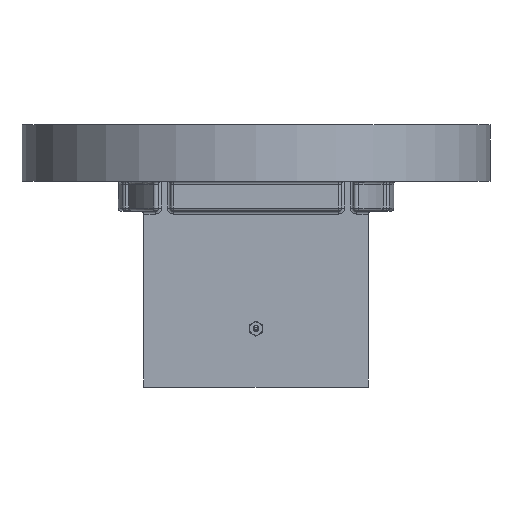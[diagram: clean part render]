
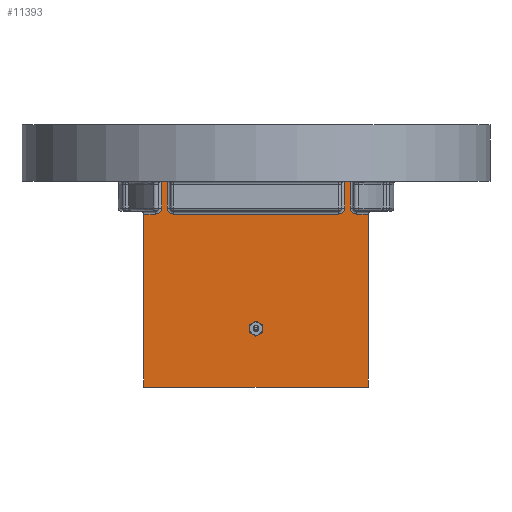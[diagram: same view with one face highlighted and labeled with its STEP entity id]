
A CAD part, front view. The second image highlights one B-rep face of the part: STEP entity #11393.
In plain terms, the highlighted planar face has unit normal (0, -1, 0).
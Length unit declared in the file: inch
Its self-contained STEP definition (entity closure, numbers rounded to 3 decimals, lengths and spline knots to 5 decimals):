
#17 = CARTESIAN_POINT ( 'NONE',  ( -0.551, -0.376, -0.555 ) ) ;
#62 = CARTESIAN_POINT ( 'NONE',  ( 0.551, -0.376, -0.595 ) ) ;
#229 = VECTOR ( 'NONE', #10657, 39.37008 ) ;
#442 = LINE ( 'NONE', #19414, #12191 ) ;
#772 = EDGE_CURVE ( 'NONE', #1319, #11506, #5322, .T. ) ;
#812 = CARTESIAN_POINT ( 'NONE',  ( -0.551, -0.376, -0.595 ) ) ;
#846 = DIRECTION ( 'NONE',  ( 0., 0., 1. ) ) ;
#1134 = DIRECTION ( 'NONE',  ( 1., 0., 0. ) ) ;
#1319 = VERTEX_POINT ( 'NONE', #2496 ) ;
#1531 = DIRECTION ( 'NONE',  ( 0., 0., 1. ) ) ;
#1565 = DIRECTION ( 'NONE',  ( 0., 0., 1. ) ) ;
#1625 = ORIENTED_EDGE ( 'NONE', *, *, #12352, .F. ) ;
#1626 = CARTESIAN_POINT ( 'NONE',  ( 0.671, -0.376, -0.555 ) ) ;
#1810 = VECTOR ( 'NONE', #1531, 39.37008 ) ;
#1847 = LINE ( 'NONE', #4452, #2169 ) ;
#1862 = VERTEX_POINT ( 'NONE', #18105 ) ;
#1876 = CARTESIAN_POINT ( 'NONE',  ( -0.751, -0.376, -0.595 ) ) ;
#2057 = ORIENTED_EDGE ( 'NONE', *, *, #10648, .F. ) ;
#2150 = EDGE_CURVE ( 'NONE', #10947, #12539, #7505, .T. ) ;
#2169 = VECTOR ( 'NONE', #6173, 39.37008 ) ;
#2460 = VERTEX_POINT ( 'NONE', #16339 ) ;
#2496 = CARTESIAN_POINT ( 'NONE',  ( -0.671, -0.376, -0.595 ) ) ;
#3047 = VERTEX_POINT ( 'NONE', #1876 ) ;
#3056 = VECTOR ( 'NONE', #1565, 39.37008 ) ;
#3103 = VERTEX_POINT ( 'NONE', #3606 ) ;
#3164 = LINE ( 'NONE', #13770, #1810 ) ;
#3338 = DIRECTION ( 'NONE',  ( 0., 0., -1. ) ) ;
#3488 = VECTOR ( 'NONE', #1134, 39.37008 ) ;
#3606 = CARTESIAN_POINT ( 'NONE',  ( 0.631, -0.376, -0.375 ) ) ;
#3968 = DIRECTION ( 'NONE',  ( 0., 0., -1. ) ) ;
#4024 = LINE ( 'NONE', #10467, #5080 ) ;
#4170 = EDGE_CURVE ( 'NONE', #19060, #17186, #16296, .T. ) ;
#4302 = DIRECTION ( 'NONE',  ( 0., 0., -1. ) ) ;
#4320 = AXIS2_PLACEMENT_3D ( 'NONE', #14049, #12810, #3338 ) ;
#4452 = CARTESIAN_POINT ( 'NONE',  ( -0.751, -0.376, -0.595 ) ) ;
#4509 = CARTESIAN_POINT ( 'NONE',  ( 0.631, -0.376, -0.555 ) ) ;
#5067 = EDGE_CURVE ( 'NONE', #13164, #7627, #7364, .T. ) ;
#5080 = VECTOR ( 'NONE', #11875, 39.37008 ) ;
#5116 = CARTESIAN_POINT ( 'NONE',  ( 0.751, -0.376, -1.75 ) ) ;
#5183 = EDGE_CURVE ( 'NONE', #5225, #3103, #3164, .T. ) ;
#5225 = VERTEX_POINT ( 'NONE', #4509 ) ;
#5322 = CIRCLE ( 'NONE', #13475, 0.04 ) ;
#5432 = ORIENTED_EDGE ( 'NONE', *, *, #6569, .T. ) ;
#5499 = ORIENTED_EDGE ( 'NONE', *, *, #5067, .T. ) ;
#5618 = CARTESIAN_POINT ( 'NONE',  ( 0.591, -0.376, -1.75 ) ) ;
#5826 = DIRECTION ( 'NONE',  ( 0., -1., 0. ) ) ;
#6173 = DIRECTION ( 'NONE',  ( -1., 0., 0. ) ) ;
#6310 = CARTESIAN_POINT ( 'NONE',  ( -0.631, -0.376, -0.555 ) ) ;
#6342 = ORIENTED_EDGE ( 'NONE', *, *, #14107, .T. ) ;
#6569 = EDGE_CURVE ( 'NONE', #19435, #18810, #18091, .T. ) ;
#6797 = EDGE_CURVE ( 'NONE', #1862, #10624, #15714, .T. ) ;
#7160 = EDGE_LOOP ( 'NONE', ( #9394, #18099, #9932, #5499, #2057, #7467, #18698, #7552, #9468, #19814, #20093, #6342, #1625, #8694, #7309, #5432 ) ) ;
#7223 = CIRCLE ( 'NONE', #17319, 0.04 ) ;
#7309 = ORIENTED_EDGE ( 'NONE', *, *, #11552, .T. ) ;
#7364 = LINE ( 'NONE', #5618, #9642 ) ;
#7467 = ORIENTED_EDGE ( 'NONE', *, *, #4170, .T. ) ;
#7505 = LINE ( 'NONE', #16779, #9940 ) ;
#7552 = ORIENTED_EDGE ( 'NONE', *, *, #13896, .T. ) ;
#7627 = VERTEX_POINT ( 'NONE', #15287 ) ;
#7857 = CARTESIAN_POINT ( 'NONE',  ( 0.591, -0.376, -0.375 ) ) ;
#8161 = DIRECTION ( 'NONE',  ( 0., -1., 0. ) ) ;
#8231 = CARTESIAN_POINT ( 'NONE',  ( 0.671, -0.376, -0.595 ) ) ;
#8657 = AXIS2_PLACEMENT_3D ( 'NONE', #13571, #5826, #4302 ) ;
#8694 = ORIENTED_EDGE ( 'NONE', *, *, #6797, .T. ) ;
#9235 = DIRECTION ( 'NONE',  ( 1., 0., 0. ) ) ;
#9394 = ORIENTED_EDGE ( 'NONE', *, *, #15781, .F. ) ;
#9468 = ORIENTED_EDGE ( 'NONE', *, *, #2150, .F. ) ;
#9606 = VECTOR ( 'NONE', #17730, 39.37008 ) ;
#9642 = VECTOR ( 'NONE', #16529, 39.37008 ) ;
#9932 = ORIENTED_EDGE ( 'NONE', *, *, #10693, .F. ) ;
#9940 = VECTOR ( 'NONE', #9235, 39.37008 ) ;
#10467 = CARTESIAN_POINT ( 'NONE',  ( -0.591, -0.376, -1.75 ) ) ;
#10523 = LINE ( 'NONE', #20012, #3488 ) ;
#10624 = VERTEX_POINT ( 'NONE', #5116 ) ;
#10648 = EDGE_CURVE ( 'NONE', #19060, #7627, #19457, .T. ) ;
#10657 = DIRECTION ( 'NONE',  ( -1., 0., 0. ) ) ;
#10693 = EDGE_CURVE ( 'NONE', #13164, #3103, #10523, .T. ) ;
#10947 = VERTEX_POINT ( 'NONE', #13087 ) ;
#10960 = CARTESIAN_POINT ( 'NONE',  ( 0.751, -0.376, -0.595 ) ) ;
#11393 = ADVANCED_FACE ( 'NONE', ( #14341 ), #14246, .T. ) ;
#11446 = DIRECTION ( 'NONE',  ( 0., 0., -1. ) ) ;
#11506 = VERTEX_POINT ( 'NONE', #6310 ) ;
#11552 = EDGE_CURVE ( 'NONE', #10624, #19435, #16966, .T. ) ;
#11875 = DIRECTION ( 'NONE',  ( 0., 0., 1. ) ) ;
#12191 = VECTOR ( 'NONE', #846, 39.37008 ) ;
#12352 = EDGE_CURVE ( 'NONE', #1862, #3047, #442, .T. ) ;
#12539 = VERTEX_POINT ( 'NONE', #13480 ) ;
#12674 = CARTESIAN_POINT ( 'NONE',  ( 0.751, -0.376, -1.75 ) ) ;
#12734 = DIRECTION ( 'NONE',  ( 0., 0., -1. ) ) ;
#12810 = DIRECTION ( 'NONE',  ( 0., -1., 0. ) ) ;
#12962 = DIRECTION ( 'NONE',  ( 1., 0., 0. ) ) ;
#13087 = CARTESIAN_POINT ( 'NONE',  ( -0.631, -0.376, -0.375 ) ) ;
#13164 = VERTEX_POINT ( 'NONE', #7857 ) ;
#13475 = AXIS2_PLACEMENT_3D ( 'NONE', #16407, #17942, #3968 ) ;
#13480 = CARTESIAN_POINT ( 'NONE',  ( -0.591, -0.376, -0.375 ) ) ;
#13571 = CARTESIAN_POINT ( 'NONE',  ( 0.551, -0.376, -0.555 ) ) ;
#13600 = CARTESIAN_POINT ( 'NONE',  ( 0.651, -0.376, -0.595 ) ) ;
#13770 = CARTESIAN_POINT ( 'NONE',  ( 0.631, -0.376, -1.75 ) ) ;
#13896 = EDGE_CURVE ( 'NONE', #2460, #12539, #4024, .T. ) ;
#14049 = CARTESIAN_POINT ( 'NONE',  ( -0.751, -0.376, -1.75 ) ) ;
#14107 = EDGE_CURVE ( 'NONE', #1319, #3047, #1847, .T. ) ;
#14172 = DIRECTION ( 'NONE',  ( 0., -1., 0. ) ) ;
#14246 = PLANE ( 'NONE',  #4320 ) ;
#14341 = FACE_OUTER_BOUND ( 'NONE', #7160, .T. ) ;
#14423 = EDGE_CURVE ( 'NONE', #10947, #11506, #19217, .T. ) ;
#15287 = CARTESIAN_POINT ( 'NONE',  ( 0.591, -0.376, -0.555 ) ) ;
#15393 = AXIS2_PLACEMENT_3D ( 'NONE', #1626, #8161, #15593 ) ;
#15593 = DIRECTION ( 'NONE',  ( 0., 0., -1. ) ) ;
#15714 = LINE ( 'NONE', #16961, #16492 ) ;
#15781 = EDGE_CURVE ( 'NONE', #5225, #18810, #18984, .T. ) ;
#15885 = EDGE_CURVE ( 'NONE', #2460, #17186, #7223, .T. ) ;
#16239 = CARTESIAN_POINT ( 'NONE',  ( -0.631, -0.376, -1.75 ) ) ;
#16296 = LINE ( 'NONE', #16497, #9606 ) ;
#16339 = CARTESIAN_POINT ( 'NONE',  ( -0.591, -0.376, -0.555 ) ) ;
#16407 = CARTESIAN_POINT ( 'NONE',  ( -0.671, -0.376, -0.555 ) ) ;
#16492 = VECTOR ( 'NONE', #12962, 39.37008 ) ;
#16497 = CARTESIAN_POINT ( 'NONE',  ( -0.571, -0.376, -0.595 ) ) ;
#16529 = DIRECTION ( 'NONE',  ( 0., 0., -1. ) ) ;
#16779 = CARTESIAN_POINT ( 'NONE',  ( -0.651, -0.376, -0.375 ) ) ;
#16961 = CARTESIAN_POINT ( 'NONE',  ( -0.751, -0.376, -1.75 ) ) ;
#16966 = LINE ( 'NONE', #12674, #3056 ) ;
#17186 = VERTEX_POINT ( 'NONE', #812 ) ;
#17319 = AXIS2_PLACEMENT_3D ( 'NONE', #17, #14172, #12734 ) ;
#17464 = VECTOR ( 'NONE', #11446, 39.37008 ) ;
#17730 = DIRECTION ( 'NONE',  ( -1., 0., 0. ) ) ;
#17942 = DIRECTION ( 'NONE',  ( 0., -1., 0. ) ) ;
#18091 = LINE ( 'NONE', #13600, #229 ) ;
#18099 = ORIENTED_EDGE ( 'NONE', *, *, #5183, .T. ) ;
#18105 = CARTESIAN_POINT ( 'NONE',  ( -0.751, -0.376, -1.75 ) ) ;
#18698 = ORIENTED_EDGE ( 'NONE', *, *, #15885, .F. ) ;
#18810 = VERTEX_POINT ( 'NONE', #8231 ) ;
#18984 = CIRCLE ( 'NONE', #15393, 0.04 ) ;
#19060 = VERTEX_POINT ( 'NONE', #62 ) ;
#19217 = LINE ( 'NONE', #16239, #17464 ) ;
#19414 = CARTESIAN_POINT ( 'NONE',  ( -0.751, -0.376, -1.75 ) ) ;
#19435 = VERTEX_POINT ( 'NONE', #10960 ) ;
#19457 = CIRCLE ( 'NONE', #8657, 0.04 ) ;
#19814 = ORIENTED_EDGE ( 'NONE', *, *, #14423, .T. ) ;
#20012 = CARTESIAN_POINT ( 'NONE',  ( 0.651, -0.376, -0.375 ) ) ;
#20093 = ORIENTED_EDGE ( 'NONE', *, *, #772, .F. ) ;
